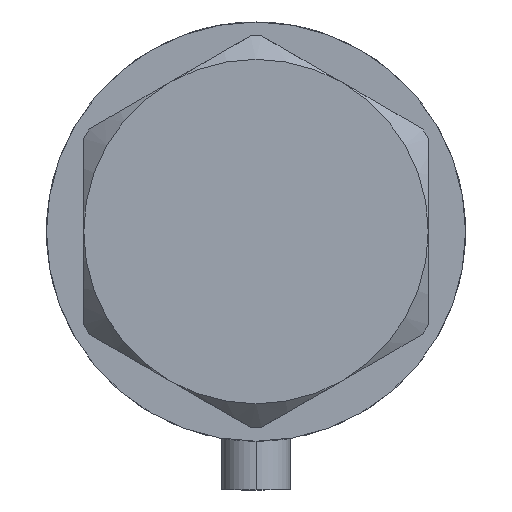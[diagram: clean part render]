
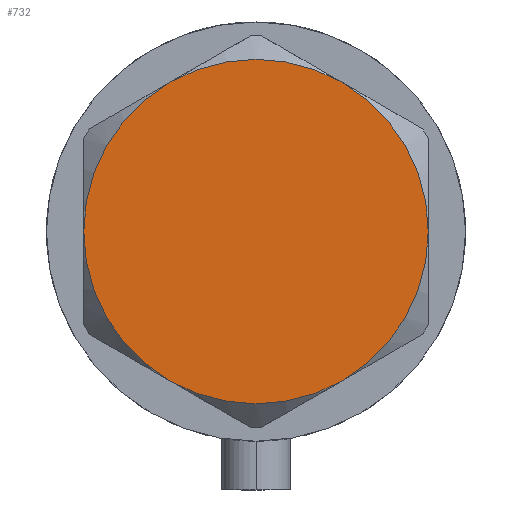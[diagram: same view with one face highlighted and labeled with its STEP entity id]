
A CAD part, left-side view. The second image highlights one B-rep face of the part: STEP entity #732.
In plain terms, the highlighted face is planar.
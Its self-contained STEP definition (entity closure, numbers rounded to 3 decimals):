
#15 = CIRCLE ( 'NONE', #3342, 30. ) ;
#82 = DIRECTION ( 'NONE',  ( 1., 0., 0. ) ) ;
#197 = ORIENTED_EDGE ( 'NONE', *, *, #497, .T. ) ;
#293 = CIRCLE ( 'NONE', #934, 30. ) ;
#332 = DIRECTION ( 'NONE',  ( 1., 0., 0. ) ) ;
#455 = CIRCLE ( 'NONE', #3946, 30. ) ;
#484 = DIRECTION ( 'NONE',  ( 0., 0., 1. ) ) ;
#497 = EDGE_CURVE ( 'NONE', #596, #1381, #15, .T. ) ;
#596 = VERTEX_POINT ( 'NONE', #634 ) ;
#625 = VERTEX_POINT ( 'NONE', #4274 ) ;
#634 = CARTESIAN_POINT ( 'NONE',  ( 15., 25.981, 14.5 ) ) ;
#643 = VERTEX_POINT ( 'NONE', #1457 ) ;
#716 = AXIS2_PLACEMENT_3D ( 'NONE', #2204, #1174, #1926 ) ;
#732 = ADVANCED_FACE ( 'NONE', ( #3111 ), #1274, .T. ) ;
#785 = DIRECTION ( 'NONE',  ( 0., 0., 1. ) ) ;
#934 = AXIS2_PLACEMENT_3D ( 'NONE', #2424, #2799, #332 ) ;
#935 = DIRECTION ( 'NONE',  ( 1., 0., 0. ) ) ;
#1081 = EDGE_CURVE ( 'NONE', #3597, #596, #4357, .T. ) ;
#1123 = DIRECTION ( 'NONE',  ( 1., 0., 0. ) ) ;
#1174 = DIRECTION ( 'NONE',  ( 0., 0., 1. ) ) ;
#1253 = EDGE_CURVE ( 'NONE', #643, #625, #2684, .T. ) ;
#1274 = PLANE ( 'NONE',  #4427 ) ;
#1327 = DIRECTION ( 'NONE',  ( 1., 0., 0. ) ) ;
#1381 = VERTEX_POINT ( 'NONE', #3046 ) ;
#1457 = CARTESIAN_POINT ( 'NONE',  ( -15., -25.981, 14.5 ) ) ;
#1681 = CARTESIAN_POINT ( 'NONE',  ( 0., 0., 14.5 ) ) ;
#1720 = ORIENTED_EDGE ( 'NONE', *, *, #1978, .T. ) ;
#1744 = DIRECTION ( 'NONE',  ( 0., 0., 1. ) ) ;
#1767 = CARTESIAN_POINT ( 'NONE',  ( 0., 0., 14.5 ) ) ;
#1781 = EDGE_CURVE ( 'NONE', #1381, #3762, #3277, .T. ) ;
#1926 = DIRECTION ( 'NONE',  ( 1., 0., 0. ) ) ;
#1978 = EDGE_CURVE ( 'NONE', #625, #3597, #293, .T. ) ;
#2204 = CARTESIAN_POINT ( 'NONE',  ( 0., 0., 14.5 ) ) ;
#2381 = AXIS2_PLACEMENT_3D ( 'NONE', #1767, #1744, #82 ) ;
#2424 = CARTESIAN_POINT ( 'NONE',  ( 0., 0., 14.5 ) ) ;
#2512 = CARTESIAN_POINT ( 'NONE',  ( 0., 0., 14.5 ) ) ;
#2559 = ORIENTED_EDGE ( 'NONE', *, *, #1781, .T. ) ;
#2574 = EDGE_CURVE ( 'NONE', #3762, #643, #455, .T. ) ;
#2678 = CARTESIAN_POINT ( 'NONE',  ( 0., 0., 14.5 ) ) ;
#2684 = CIRCLE ( 'NONE', #716, 30. ) ;
#2795 = ORIENTED_EDGE ( 'NONE', *, *, #2574, .T. ) ;
#2799 = DIRECTION ( 'NONE',  ( 0., 0., 1. ) ) ;
#2828 = ORIENTED_EDGE ( 'NONE', *, *, #1253, .T. ) ;
#3046 = CARTESIAN_POINT ( 'NONE',  ( -15., 25.981, 14.5 ) ) ;
#3107 = EDGE_LOOP ( 'NONE', ( #1720, #4350, #197, #2559, #2795, #2828 ) ) ;
#3111 = FACE_OUTER_BOUND ( 'NONE', #3107, .T. ) ;
#3122 = CARTESIAN_POINT ( 'NONE',  ( -30., 0., 14.5 ) ) ;
#3277 = CIRCLE ( 'NONE', #4424, 30. ) ;
#3342 = AXIS2_PLACEMENT_3D ( 'NONE', #1681, #4466, #1327 ) ;
#3597 = VERTEX_POINT ( 'NONE', #3999 ) ;
#3762 = VERTEX_POINT ( 'NONE', #3122 ) ;
#3938 = DIRECTION ( 'NONE',  ( 1., 0., 0. ) ) ;
#3946 = AXIS2_PLACEMENT_3D ( 'NONE', #2512, #785, #3938 ) ;
#3999 = CARTESIAN_POINT ( 'NONE',  ( 30., 0., 14.5 ) ) ;
#4069 = DIRECTION ( 'NONE',  ( 0., 0., 1. ) ) ;
#4274 = CARTESIAN_POINT ( 'NONE',  ( 15., -25.981, 14.5 ) ) ;
#4325 = CARTESIAN_POINT ( 'NONE',  ( 0., 0., 14.5 ) ) ;
#4350 = ORIENTED_EDGE ( 'NONE', *, *, #1081, .T. ) ;
#4357 = CIRCLE ( 'NONE', #2381, 30. ) ;
#4424 = AXIS2_PLACEMENT_3D ( 'NONE', #4325, #484, #1123 ) ;
#4427 = AXIS2_PLACEMENT_3D ( 'NONE', #2678, #4069, #935 ) ;
#4466 = DIRECTION ( 'NONE',  ( 0., 0., 1. ) ) ;
